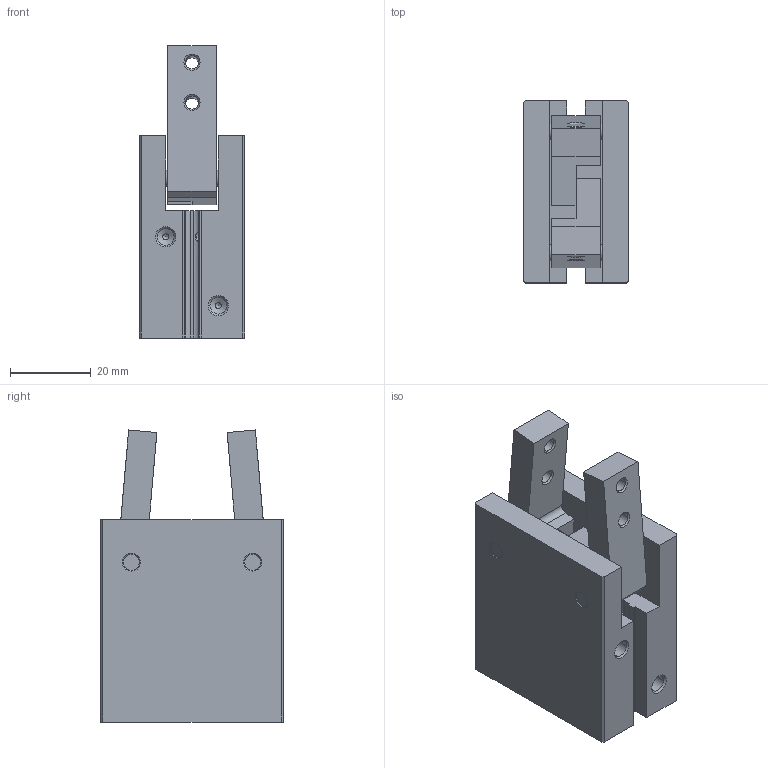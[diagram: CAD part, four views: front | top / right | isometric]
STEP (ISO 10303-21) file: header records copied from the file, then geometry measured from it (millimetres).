
FILE_DESCRIPTION( ( 'STEP AP214' ), '1' );
FILE_NAME( 'MCHA-20(-10).stp', '2020-01-31T15:28:51', ( '' ), ( '' ), ' ', 'PARTsolutions', ' ' );
FILE_SCHEMA( ( 'AUTOMOTIVE_DESIGN { 1 0 10303 214 1 1 1 1 }' ) );
Length unit declared in the file: millimetre
Products named in the file (3): MCHA-20(-10); _MCHA-20_(b); _MCHA-20_(g)
Assembly tree (3 placements, depth 2):
  MCHA-20(-10)
    _MCHA-20_(b)
    _MCHA-20_(g)  x2
Bounding box: 26 x 45 x 72.18 mm (x, y, z)
Volume: 51512.7 mm3; surface area: 17688.4 mm2
Topology: 3 solids, 3 shells, 140 faces, 371 edges, 240 vertices
Faces by surface type: plane 75, cylinder 35, cone 30
Full cylindrical faces by diameter (mm): 1.5 x2, 3.242 x4, 4 x8, 4.134 x8, 22 x1
Entity records: 4352 total; most frequent: CARTESIAN_POINT 615, DIRECTION 574, ORIENTED_EDGE 504, EDGE_CURVE 252, AXIS2_PLACEMENT_3D 207, VERTEX_POINT 192, EDGE_LOOP 178, LINE 160
